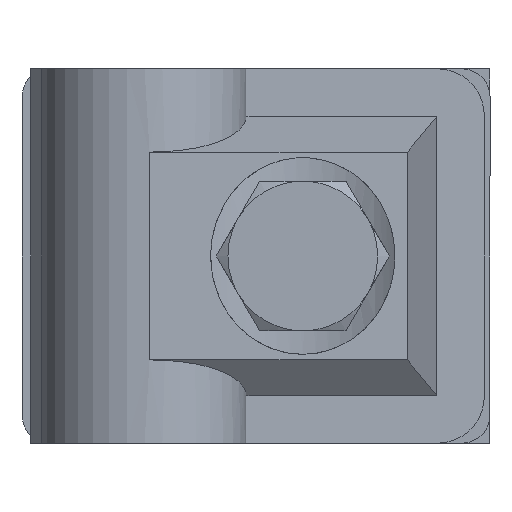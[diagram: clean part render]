
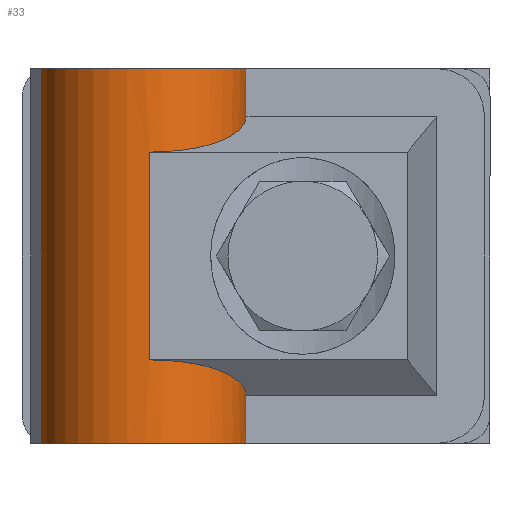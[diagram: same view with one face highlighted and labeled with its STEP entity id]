
A CAD part, front view. The second image highlights one B-rep face of the part: STEP entity #33.
In plain terms, the highlighted cylindrical face has radius 11 mm (diameter 22 mm), a partial arc.
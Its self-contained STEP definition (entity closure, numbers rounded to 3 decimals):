
#33 = ADVANCED_FACE ( 'NONE', ( #2050 ), #3195, .T. ) ;
#131 = CARTESIAN_POINT ( 'NONE',  ( -76.511, 131.5, -191. ) ) ;
#135 = EDGE_CURVE ( 'NONE', #2210, #884, #1574, .T. ) ;
#202 =( BOUNDED_CURVE ( )  B_SPLINE_CURVE ( 3, ( #2271, #467, #3439, #825 ),
 .UNSPECIFIED., .F., .T. ) 
 B_SPLINE_CURVE_WITH_KNOTS ( ( 4, 4 ),
 ( 0., 1.525 ),
 .UNSPECIFIED. ) 
 CURVE ( )  GEOMETRIC_REPRESENTATION_ITEM ( )  RATIONAL_B_SPLINE_CURVE ( ( 1., 0.815, 0.815, 1. ) ) 
 REPRESENTATION_ITEM ( '' )  );
#261 = CARTESIAN_POINT ( 'NONE',  ( -76.511, 131.5, -151. ) ) ;
#275 = VECTOR ( 'NONE', #1928, 1000. ) ;
#309 = VECTOR ( 'NONE', #3623, 1000. ) ;
#340 = EDGE_CURVE ( 'NONE', #884, #2698, #2998, .T. ) ;
#342 = VECTOR ( 'NONE', #2564, 1000. ) ;
#412 = ORIENTED_EDGE ( 'NONE', *, *, #340, .T. ) ;
#417 = VERTEX_POINT ( 'NONE', #3230 ) ;
#426 = CARTESIAN_POINT ( 'NONE',  ( -87.5, 121., -159.899 ) ) ;
#467 = CARTESIAN_POINT ( 'NONE',  ( -81.286, 121., -182.101 ) ) ;
#589 =( BOUNDED_CURVE ( )  B_SPLINE_CURVE ( 3, ( #3412, #1194, #2595, #1158 ),
 .UNSPECIFIED., .F., .T. ) 
 B_SPLINE_CURVE_WITH_KNOTS ( ( 4, 4 ),
 ( 3.142, 4.667 ),
 .UNSPECIFIED. ) 
 CURVE ( )  GEOMETRIC_REPRESENTATION_ITEM ( )  RATIONAL_B_SPLINE_CURVE ( ( 1., 0.815, 0.815, 1. ) ) 
 REPRESENTATION_ITEM ( '' )  );
#619 = AXIS2_PLACEMENT_3D ( 'NONE', #3244, #1168, #1828 ) ;
#621 = LINE ( 'NONE', #1467, #275 ) ;
#772 = ORIENTED_EDGE ( 'NONE', *, *, #135, .T. ) ;
#825 = CARTESIAN_POINT ( 'NONE',  ( -76.511, 131.5, -185.922 ) ) ;
#884 = VERTEX_POINT ( 'NONE', #1869 ) ;
#918 = CARTESIAN_POINT ( 'NONE',  ( -98.418, 130.659, -151. ) ) ;
#1000 = DIRECTION ( 'NONE',  ( -1., 0., 0. ) ) ;
#1087 = DIRECTION ( 'NONE',  ( -1., 0., 0. ) ) ;
#1089 = VERTEX_POINT ( 'NONE', #1697 ) ;
#1158 = CARTESIAN_POINT ( 'NONE',  ( -76.511, 131.5, -156.078 ) ) ;
#1159 = EDGE_CURVE ( 'NONE', #1089, #3186, #621, .T. ) ;
#1168 = DIRECTION ( 'NONE',  ( 0., 0., 1. ) ) ;
#1194 = CARTESIAN_POINT ( 'NONE',  ( -81.286, 121., -159.899 ) ) ;
#1219 = VECTOR ( 'NONE', #3205, 1000. ) ;
#1235 = EDGE_CURVE ( 'NONE', #2765, #1782, #2826, .T. ) ;
#1282 = EDGE_CURVE ( 'NONE', #2698, #417, #3224, .T. ) ;
#1467 = CARTESIAN_POINT ( 'NONE',  ( -87.5, 121., -152.433 ) ) ;
#1574 = LINE ( 'NONE', #2445, #309 ) ;
#1678 = ORIENTED_EDGE ( 'NONE', *, *, #2390, .F. ) ;
#1697 = CARTESIAN_POINT ( 'NONE',  ( -87.5, 121., -182.101 ) ) ;
#1782 = VERTEX_POINT ( 'NONE', #261 ) ;
#1783 = ORIENTED_EDGE ( 'NONE', *, *, #1159, .T. ) ;
#1828 = DIRECTION ( 'NONE',  ( -1., 0., 0. ) ) ;
#1869 = CARTESIAN_POINT ( 'NONE',  ( -98.418, 130.659, -191. ) ) ;
#1928 = DIRECTION ( 'NONE',  ( 0., 0., 1. ) ) ;
#2050 = FACE_OUTER_BOUND ( 'NONE', #3081, .T. ) ;
#2085 = ORIENTED_EDGE ( 'NONE', *, *, #2930, .F. ) ;
#2210 = VERTEX_POINT ( 'NONE', #918 ) ;
#2271 = CARTESIAN_POINT ( 'NONE',  ( -87.5, 121., -182.101 ) ) ;
#2273 = CIRCLE ( 'NONE', #2460, 11. ) ;
#2287 = ORIENTED_EDGE ( 'NONE', *, *, #1235, .T. ) ;
#2390 = EDGE_CURVE ( 'NONE', #1089, #417, #202, .T. ) ;
#2398 = CARTESIAN_POINT ( 'NONE',  ( -87.5, 132., -151. ) ) ;
#2441 = EDGE_CURVE ( 'NONE', #3186, #2765, #589, .T. ) ;
#2445 = CARTESIAN_POINT ( 'NONE',  ( -98.418, 130.659, -152.433 ) ) ;
#2460 = AXIS2_PLACEMENT_3D ( 'NONE', #2398, #3333, #1000 ) ;
#2564 = DIRECTION ( 'NONE',  ( 0., 0., 1. ) ) ;
#2595 = CARTESIAN_POINT ( 'NONE',  ( -76.794, 125.293, -158.337 ) ) ;
#2698 = VERTEX_POINT ( 'NONE', #131 ) ;
#2765 = VERTEX_POINT ( 'NONE', #2790 ) ;
#2790 = CARTESIAN_POINT ( 'NONE',  ( -76.511, 131.5, -156.078 ) ) ;
#2826 = LINE ( 'NONE', #3443, #342 ) ;
#2836 = CARTESIAN_POINT ( 'NONE',  ( -87.5, 132., -191. ) ) ;
#2880 = ORIENTED_EDGE ( 'NONE', *, *, #1282, .T. ) ;
#2914 = CARTESIAN_POINT ( 'NONE',  ( -76.511, 131.5, -151. ) ) ;
#2930 = EDGE_CURVE ( 'NONE', #2210, #1782, #2273, .T. ) ;
#2998 = CIRCLE ( 'NONE', #3745, 11. ) ;
#3081 = EDGE_LOOP ( 'NONE', ( #1678, #1783, #3595, #2287, #2085, #772, #412, #2880 ) ) ;
#3099 = DIRECTION ( 'NONE',  ( 0., 0., 1. ) ) ;
#3186 = VERTEX_POINT ( 'NONE', #426 ) ;
#3195 = CYLINDRICAL_SURFACE ( 'NONE', #619, 11. ) ;
#3205 = DIRECTION ( 'NONE',  ( 0., 0., 1. ) ) ;
#3224 = LINE ( 'NONE', #2914, #1219 ) ;
#3230 = CARTESIAN_POINT ( 'NONE',  ( -76.511, 131.5, -185.922 ) ) ;
#3244 = CARTESIAN_POINT ( 'NONE',  ( -87.5, 132., -151. ) ) ;
#3333 = DIRECTION ( 'NONE',  ( 0., 0., 1. ) ) ;
#3412 = CARTESIAN_POINT ( 'NONE',  ( -87.5, 121., -159.899 ) ) ;
#3439 = CARTESIAN_POINT ( 'NONE',  ( -76.794, 125.293, -183.663 ) ) ;
#3443 = CARTESIAN_POINT ( 'NONE',  ( -76.511, 131.5, -151. ) ) ;
#3595 = ORIENTED_EDGE ( 'NONE', *, *, #2441, .T. ) ;
#3623 = DIRECTION ( 'NONE',  ( 0., 0., -1. ) ) ;
#3745 = AXIS2_PLACEMENT_3D ( 'NONE', #2836, #3099, #1087 ) ;
